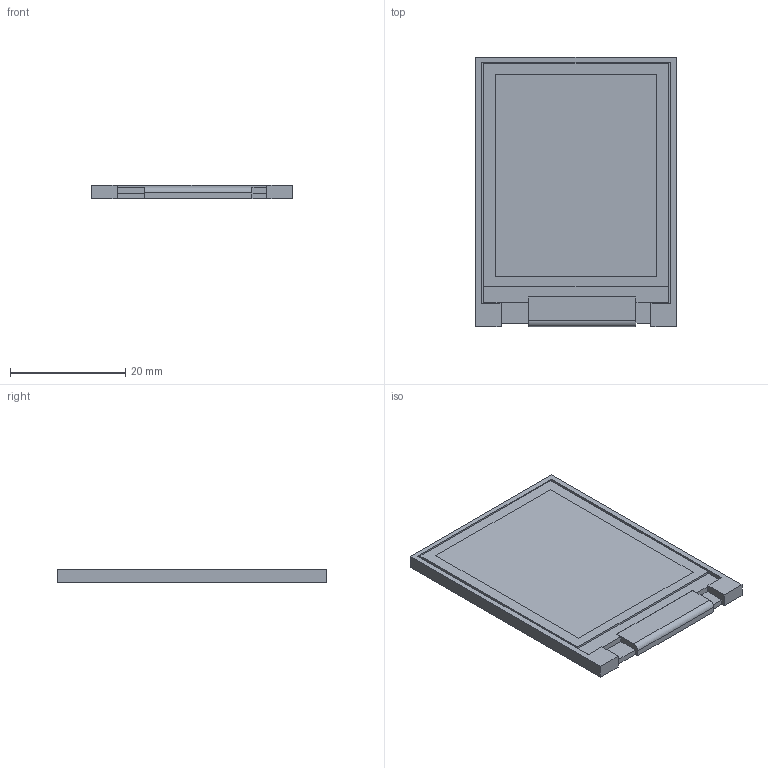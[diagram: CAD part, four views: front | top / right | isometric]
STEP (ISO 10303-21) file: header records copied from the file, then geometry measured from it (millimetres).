
FILE_DESCRIPTION(('FreeCAD Model'),'2;1');
FILE_NAME('Open CASCADE Shape Model','2024-06-13T00:17:27',(''),(''), 'Open CASCADE STEP processor 7.6','FreeCAD','Unknown');
FILE_SCHEMA(('AUTOMOTIVE_DESIGN { 1 0 10303 214 1 1 1 1 }'));
Length unit declared in the file: millimetre
Products named in the file (1): CTZ ER-TFT018-2
Bounding box: 34.7 x 46.7 x 2.3 mm (x, y, z)
Volume: 3575.1 mm3; surface area: 3949.2 mm2
Topology: 1 solids, 1 shells, 34 faces, 95 edges, 64 vertices
Faces by surface type: plane 33, cylinder 1
Entity records: 2467 total; most frequent: CARTESIAN_POINT 390, DIRECTION 356, LINE 281, VECTOR 281, ORIENTED_EDGE 190, PCURVE 190, DEFINITIONAL_REPRESENTATION 190, EDGE_CURVE 95
